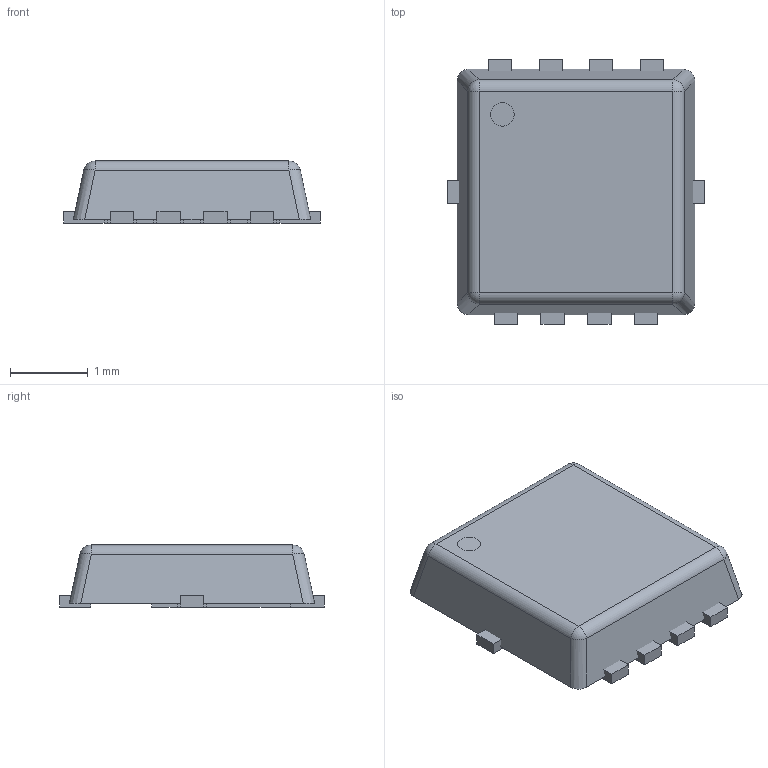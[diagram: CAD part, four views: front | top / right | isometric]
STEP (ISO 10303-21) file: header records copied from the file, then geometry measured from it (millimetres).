
FILE_DESCRIPTION(('FreeCAD Model'),'2;1');
FILE_NAME('Open CASCADE Shape Model','2025-10-15T21:03:03',('Author'),( ''),'Open CASCADE STEP processor 7.8','FreeCAD','Unknown');
FILE_SCHEMA(('AUTOMOTIVE_DESIGN { 1 0 10303 214 1 1 1 1 }'));
Length unit declared in the file: millimetre
Products named in the file (4): PDFN_8; Body; Indicator; Pins
Assembly tree (3 placements, depth 2):
  PDFN_8
    Body
    Indicator
    Pins
Bounding box: 3.3 x 3.4 x 0.8 mm (x, y, z)
Volume: 7.2 mm3; surface area: 39.3 mm2
Topology: 7 solids, 7 shells, 97 faces, 238 edges, 152 vertices
Faces by surface type: plane 79, bspline 12, sphere 4, cylinder 2
Full cylindrical faces by diameter (mm): 0.3 x2
Entity records: 3106 total; most frequent: CARTESIAN_POINT 787, ORIENTED_EDGE 468, DIRECTION 408, EDGE_CURVE 234, LINE 198, VECTOR 198, VERTEX_POINT 152, AXIS2_PLACEMENT_3D 105
